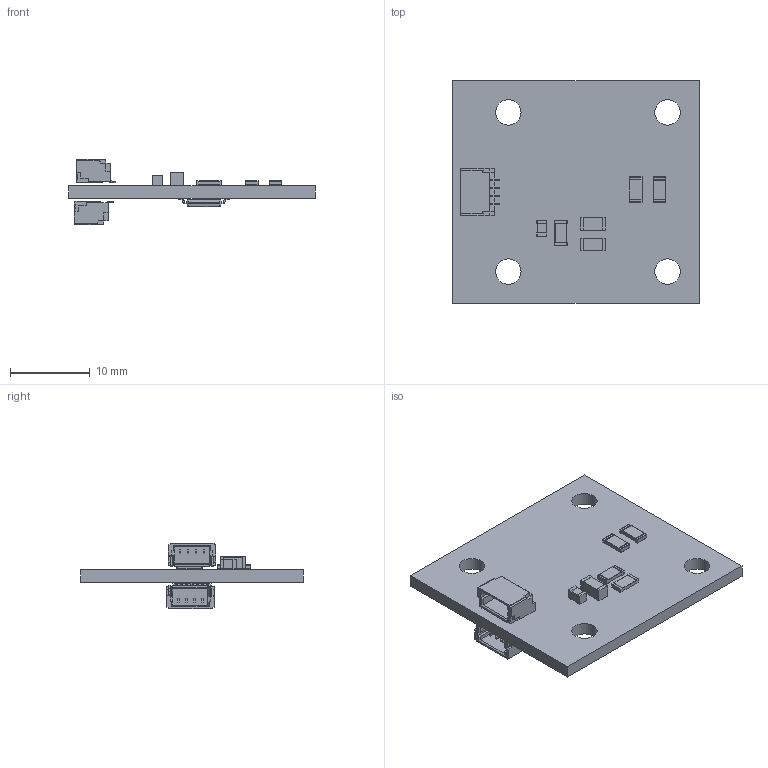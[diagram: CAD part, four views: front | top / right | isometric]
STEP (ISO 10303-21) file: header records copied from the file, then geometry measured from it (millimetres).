
FILE_DESCRIPTION(('KiCad electronic assembly'),'2;1');
FILE_NAME('as5048b.step','2023-07-14T18:46:19',('Pcbnew'),('Kicad'), 'Open CASCADE STEP processor 7.6','KiCad to STEP converter','Unknown' );
FILE_SCHEMA(('AUTOMOTIVE_DESIGN { 1 0 10303 214 1 1 1 1 }'));
Length unit declared in the file: millimetre
Products named in the file (12): as5048b 1; R_1206_3216Metric; SOLID; C_1206_3216Metric; SM04B-SRSS-TB_LFSN_; COMPOUND; C_0805_2012Metric; TSSOP-14_4.4x5mm_P0.65mm; as5048b PCB
Assembly tree (15 placements, depth 3):
  as5048b 1
    R_1206_3216Metric  x4
      SOLID
    C_1206_3216Metric
      SOLID
    SM04B-SRSS-TB_LFSN_  x2
      COMPOUND
    C_0805_2012Metric
      SOLID
    TSSOP-14_4.4x5mm_P0.65mm
      SOLID
    as5048b PCB
Bounding box: 31 x 28 x 8.21 mm (x, y, z)
Volume: 1458.6 mm3; surface area: 2481.7 mm2
Topology: 22 solids, 22 shells, 874 faces, 2379 edges, 1546 vertices
Faces by surface type: plane 639, cylinder 197, bspline 38
Full cylindrical faces by diameter (mm): 0.5 x1, 3.2 x4
Entity records: 41798 total; most frequent: CARTESIAN_POINT 7109, DIRECTION 5712, LINE 3944, VECTOR 3944, ORIENTED_EDGE 3060, PCURVE 3060, DEFINITIONAL_REPRESENTATION 3060, EDGE_CURVE 1530
